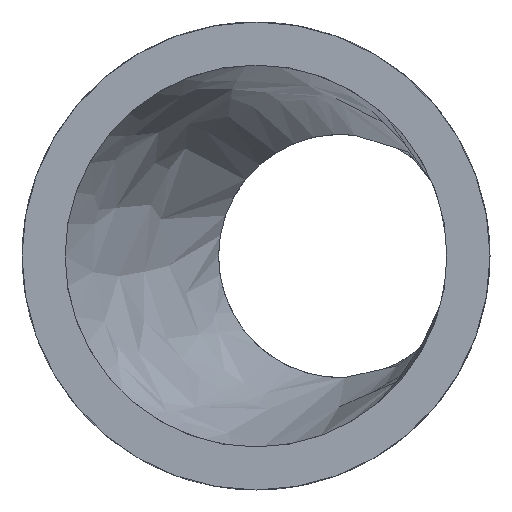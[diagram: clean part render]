
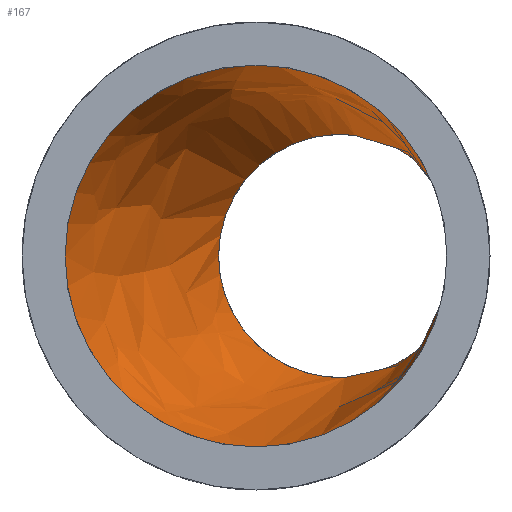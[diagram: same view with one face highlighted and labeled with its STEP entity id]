
A CAD part, left-side view. The second image highlights one B-rep face of the part: STEP entity #167.
In plain terms, the highlighted free-form (B-spline) face has degree [1, 2] with [2, 9] control points.
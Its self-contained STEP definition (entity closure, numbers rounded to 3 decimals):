
#31=CIRCLE('',#195,20.4);
#32=CIRCLE('',#196,20.4);
#33=CIRCLE('',#197,13.);
#34=CIRCLE('',#198,13.);
#35=CIRCLE('',#199,13.);
#36=CIRCLE('',#200,13.);
#37=CIRCLE('',#201,20.4);
#38=CIRCLE('',#202,20.4);
#43=(
BOUNDED_SURFACE()
B_SPLINE_SURFACE(1,2,((#562,#563,#564,#565,#566,#567,#568,#569,#570),(#571,
#572,#573,#574,#575,#576,#577,#578,#579)),.UNSPECIFIED.,.F.,.T.,.F.)
B_SPLINE_SURFACE_WITH_KNOTS((2,2),(3,2,2,2,3),(-0.216,2.186),
(-3.142,-1.571,0.,1.571,3.142),
 .UNSPECIFIED.)
GEOMETRIC_REPRESENTATION_ITEM()
RATIONAL_B_SPLINE_SURFACE(((1.,0.707,1.,0.707,1.,
0.707,1.,0.707,1.),(1.,0.707,1.,0.707,
1.,0.707,1.,0.707,1.)))
REPRESENTATION_ITEM('')
SURFACE()
);
#47=FACE_OUTER_BOUND('',#57,.T.);
#57=EDGE_LOOP('',(#121,#122,#123,#124,#125,#126,#127,#128,#129,#130));
#73=B_SPLINE_CURVE_WITH_KNOTS('',1,(#586,#587),.UNSPECIFIED.,.F.,.F.,(2,
2),(0.008,2.046),.UNSPECIFIED.);
#79=VERTEX_POINT('',#580);
#80=VERTEX_POINT('',#581);
#81=VERTEX_POINT('',#583);
#82=VERTEX_POINT('',#585);
#83=VERTEX_POINT('',#588);
#84=VERTEX_POINT('',#590);
#85=VERTEX_POINT('',#592);
#86=VERTEX_POINT('',#595);
#97=EDGE_CURVE('',#79,#80,#31,.T.);
#98=EDGE_CURVE('',#80,#81,#32,.T.);
#99=EDGE_CURVE('',#81,#82,#73,.T.);
#100=EDGE_CURVE('',#82,#83,#33,.T.);
#101=EDGE_CURVE('',#83,#84,#34,.T.);
#102=EDGE_CURVE('',#84,#85,#35,.T.);
#103=EDGE_CURVE('',#85,#82,#36,.T.);
#104=EDGE_CURVE('',#81,#86,#37,.T.);
#105=EDGE_CURVE('',#86,#79,#38,.T.);
#121=ORIENTED_EDGE('',*,*,#97,.T.);
#122=ORIENTED_EDGE('',*,*,#98,.T.);
#123=ORIENTED_EDGE('',*,*,#99,.T.);
#124=ORIENTED_EDGE('',*,*,#100,.T.);
#125=ORIENTED_EDGE('',*,*,#101,.T.);
#126=ORIENTED_EDGE('',*,*,#102,.T.);
#127=ORIENTED_EDGE('',*,*,#103,.T.);
#128=ORIENTED_EDGE('',*,*,#99,.F.);
#129=ORIENTED_EDGE('',*,*,#104,.T.);
#130=ORIENTED_EDGE('',*,*,#105,.T.);
#167=ADVANCED_FACE('',(#47),#43,.T.);
#195=AXIS2_PLACEMENT_3D('',#582,#215,#216);
#196=AXIS2_PLACEMENT_3D('',#584,#217,#218);
#197=AXIS2_PLACEMENT_3D('',#589,#219,#220);
#198=AXIS2_PLACEMENT_3D('',#591,#221,#222);
#199=AXIS2_PLACEMENT_3D('',#593,#223,#224);
#200=AXIS2_PLACEMENT_3D('',#594,#225,#226);
#201=AXIS2_PLACEMENT_3D('',#596,#227,#228);
#202=AXIS2_PLACEMENT_3D('',#597,#229,#230);
#215=DIRECTION('center_axis',(-1.,0.,0.));
#216=DIRECTION('ref_axis',(0.,-1.,0.));
#217=DIRECTION('center_axis',(-1.,0.,0.));
#218=DIRECTION('ref_axis',(0.,-1.,0.));
#219=DIRECTION('center_axis',(1.,0.,0.));
#220=DIRECTION('ref_axis',(0.,-1.,0.));
#221=DIRECTION('center_axis',(1.,0.,0.));
#222=DIRECTION('ref_axis',(0.,-1.,0.));
#223=DIRECTION('center_axis',(1.,0.,0.));
#224=DIRECTION('ref_axis',(0.,-1.,0.));
#225=DIRECTION('center_axis',(1.,0.,0.));
#226=DIRECTION('ref_axis',(0.,-1.,0.));
#227=DIRECTION('center_axis',(-1.,0.,0.));
#228=DIRECTION('ref_axis',(0.,-1.,0.));
#229=DIRECTION('center_axis',(-1.,0.,0.));
#230=DIRECTION('ref_axis',(0.,-1.,0.));
#562=CARTESIAN_POINT('Ctrl Pts',(66.593,9.176,-21.2));
#563=CARTESIAN_POINT('Ctrl Pts',(71.,29.4,-21.2));
#564=CARTESIAN_POINT('Ctrl Pts',(71.,29.4,0.));
#565=CARTESIAN_POINT('Ctrl Pts',(71.,29.4,21.2));
#566=CARTESIAN_POINT('Ctrl Pts',(66.593,9.176,21.2));
#567=CARTESIAN_POINT('Ctrl Pts',(62.187,-11.047,21.2));
#568=CARTESIAN_POINT('Ctrl Pts',(62.187,-11.047,0.));
#569=CARTESIAN_POINT('Ctrl Pts',(62.187,-11.047,-21.2));
#570=CARTESIAN_POINT('Ctrl Pts',(66.593,9.176,-21.2));
#571=CARTESIAN_POINT('Ctrl Pts',(113.74,-1.097,-12.484));
#572=CARTESIAN_POINT('Ctrl Pts',(116.335,10.813,-12.484));
#573=CARTESIAN_POINT('Ctrl Pts',(116.335,10.813,0.));
#574=CARTESIAN_POINT('Ctrl Pts',(116.335,10.813,12.484));
#575=CARTESIAN_POINT('Ctrl Pts',(113.74,-1.097,12.484));
#576=CARTESIAN_POINT('Ctrl Pts',(111.145,-13.006,12.484));
#577=CARTESIAN_POINT('Ctrl Pts',(111.145,-13.006,0.));
#578=CARTESIAN_POINT('Ctrl Pts',(111.145,-13.006,-12.484));
#579=CARTESIAN_POINT('Ctrl Pts',(113.74,-1.097,-12.484));
#580=CARTESIAN_POINT('',(71.,-7.773,11.611));
#581=CARTESIAN_POINT('',(71.,29.4,0.));
#582=CARTESIAN_POINT('Origin',(71.,9.,0.));
#583=CARTESIAN_POINT('',(71.,8.216,-20.385));
#584=CARTESIAN_POINT('Origin',(71.,9.,0.));
#585=CARTESIAN_POINT('',(111.,-0.5,-12.99));
#586=CARTESIAN_POINT('Ctrl Pts',(71.,8.216,-20.385));
#587=CARTESIAN_POINT('Ctrl Pts',(111.,-0.5,-12.99));
#588=CARTESIAN_POINT('',(111.,13.,0.));
#589=CARTESIAN_POINT('Origin',(111.,0.,0.));
#590=CARTESIAN_POINT('',(111.,-10.689,7.399));
#591=CARTESIAN_POINT('Origin',(111.,0.,0.));
#592=CARTESIAN_POINT('',(111.,-10.689,-7.399));
#593=CARTESIAN_POINT('Origin',(111.,0.,0.));
#594=CARTESIAN_POINT('Origin',(111.,0.,0.));
#595=CARTESIAN_POINT('',(71.,-7.773,-11.611));
#596=CARTESIAN_POINT('Origin',(71.,9.,0.));
#597=CARTESIAN_POINT('Origin',(71.,9.,0.));
